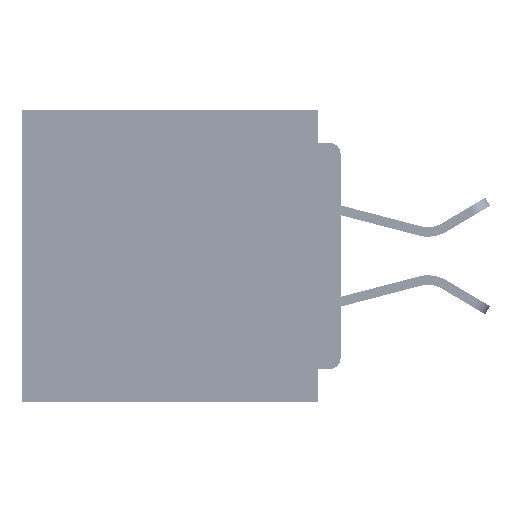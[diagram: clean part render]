
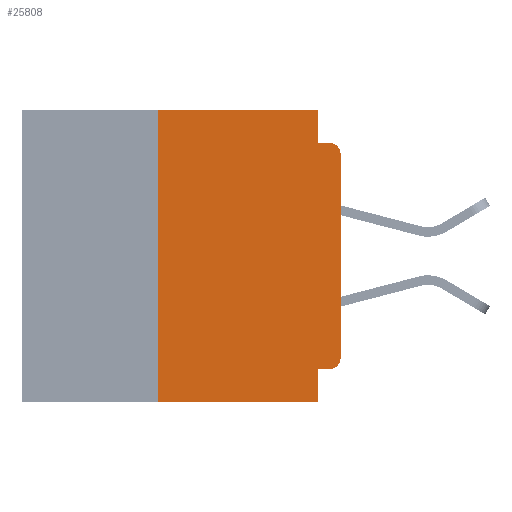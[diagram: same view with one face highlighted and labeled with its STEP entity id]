
A CAD part, left-side view. The second image highlights one B-rep face of the part: STEP entity #25808.
In plain terms, the highlighted planar face has unit normal (-1, 0, 0).
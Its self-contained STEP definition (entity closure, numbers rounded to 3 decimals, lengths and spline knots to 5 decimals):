
#100 = ORIENTED_EDGE ( 'NONE', *, *, #13097, .T. ) ;
#930 = DIRECTION ( 'NONE',  ( 0., 0., -1. ) ) ;
#2750 = CARTESIAN_POINT ( 'NONE',  ( 0., 0.437, -0.4 ) ) ;
#2822 = CARTESIAN_POINT ( 'NONE',  ( 0., 0., -0.355 ) ) ;
#2903 = CARTESIAN_POINT ( 'NONE',  ( 0., 0., -0.045 ) ) ;
#3366 = VERTEX_POINT ( 'NONE', #52502 ) ;
#3472 = DIRECTION ( 'NONE',  ( 0., 0., -1. ) ) ;
#4015 = ORIENTED_EDGE ( 'NONE', *, *, #52082, .F. ) ;
#4584 = ORIENTED_EDGE ( 'NONE', *, *, #11148, .T. ) ;
#4598 = LINE ( 'NONE', #2903, #15919 ) ;
#4762 = CARTESIAN_POINT ( 'NONE',  ( 0., 0.031, -0.4 ) ) ;
#5179 = VECTOR ( 'NONE', #28114, 39.37008 ) ;
#5851 = EDGE_CURVE ( 'NONE', #48942, #9618, #28042, .T. ) ;
#9618 = VERTEX_POINT ( 'NONE', #4762 ) ;
#9645 = CARTESIAN_POINT ( 'NONE',  ( 0., 0., 0. ) ) ;
#9824 = CARTESIAN_POINT ( 'NONE',  ( 0., 0.015, -0.06 ) ) ;
#10853 = LINE ( 'NONE', #53803, #31942 ) ;
#11148 = EDGE_CURVE ( 'NONE', #3366, #9618, #37552, .T. ) ;
#11436 = DIRECTION ( 'NONE',  ( 0., 1., 0. ) ) ;
#12371 = ORIENTED_EDGE ( 'NONE', *, *, #22941, .F. ) ;
#13097 = EDGE_CURVE ( 'NONE', #18996, #37125, #44888, .T. ) ;
#13493 = CARTESIAN_POINT ( 'NONE',  ( 0., 0.031, -0.4 ) ) ;
#14079 = DIRECTION ( 'NONE',  ( 0., 0., -1. ) ) ;
#14217 = DIRECTION ( 'NONE',  ( -1., 0., 0. ) ) ;
#14653 = VECTOR ( 'NONE', #47417, 39.37008 ) ;
#15919 = VECTOR ( 'NONE', #32508, 39.37008 ) ;
#16069 = VERTEX_POINT ( 'NONE', #17391 ) ;
#16449 = EDGE_CURVE ( 'NONE', #18996, #48942, #52275, .T. ) ;
#16594 = ORIENTED_EDGE ( 'NONE', *, *, #5851, .F. ) ;
#17155 = VERTEX_POINT ( 'NONE', #22553 ) ;
#17391 = CARTESIAN_POINT ( 'NONE',  ( 0., 0., -0.06 ) ) ;
#17857 = PLANE ( 'NONE',  #32082 ) ;
#18106 = CARTESIAN_POINT ( 'NONE',  ( 0., 0.437, 0. ) ) ;
#18996 = VERTEX_POINT ( 'NONE', #26287 ) ;
#20253 = LINE ( 'NONE', #9645, #42625 ) ;
#22553 = CARTESIAN_POINT ( 'NONE',  ( 0., 0.031, -0.045 ) ) ;
#22671 = CARTESIAN_POINT ( 'NONE',  ( 0., 0.031, 0. ) ) ;
#22941 = EDGE_CURVE ( 'NONE', #17155, #37307, #4598, .T. ) ;
#25168 = EDGE_CURVE ( 'NONE', #46153, #28567, #46837, .T. ) ;
#25808 = ADVANCED_FACE ( 'NONE', ( #49990 ), #17857, .F. ) ;
#26287 = CARTESIAN_POINT ( 'NONE',  ( 0., 0.015, -0.355 ) ) ;
#26305 = DIRECTION ( 'NONE',  ( 1., 0., 0. ) ) ;
#28042 = LINE ( 'NONE', #13493, #50261 ) ;
#28114 = DIRECTION ( 'NONE',  ( 0., -1., 0. ) ) ;
#28567 = VERTEX_POINT ( 'NONE', #22671 ) ;
#30253 = ORIENTED_EDGE ( 'NONE', *, *, #16449, .F. ) ;
#31378 = ORIENTED_EDGE ( 'NONE', *, *, #25168, .F. ) ;
#31942 = VECTOR ( 'NONE', #3472, 39.37008 ) ;
#32082 = AXIS2_PLACEMENT_3D ( 'NONE', #43011, #26305, #930 ) ;
#32508 = DIRECTION ( 'NONE',  ( 0., -1., 0. ) ) ;
#32618 = CARTESIAN_POINT ( 'NONE',  ( 0., 0.015, -0.045 ) ) ;
#36454 = CARTESIAN_POINT ( 'NONE',  ( 0., 0.25, -0.4 ) ) ;
#37125 = VERTEX_POINT ( 'NONE', #52113 ) ;
#37307 = VERTEX_POINT ( 'NONE', #32618 ) ;
#37552 = LINE ( 'NONE', #2750, #5179 ) ;
#38081 = CARTESIAN_POINT ( 'NONE',  ( 0., 0.031, -0.355 ) ) ;
#38679 = DIRECTION ( 'NONE',  ( 0., 0., -1. ) ) ;
#39081 = DIRECTION ( 'NONE',  ( 0., 0., 1. ) ) ;
#39267 = DIRECTION ( 'NONE',  ( -1., 0., 0. ) ) ;
#39394 = CARTESIAN_POINT ( 'NONE',  ( 0., 0.015, -0.34 ) ) ;
#39429 = CIRCLE ( 'NONE', #45971, 0.015 ) ;
#40711 = AXIS2_PLACEMENT_3D ( 'NONE', #39394, #14217, #43598 ) ;
#40752 = VECTOR ( 'NONE', #48836, 39.37008 ) ;
#41235 = VECTOR ( 'NONE', #11436, 39.37008 ) ;
#42084 = LINE ( 'NONE', #36454, #40752 ) ;
#42625 = VECTOR ( 'NONE', #39081, 39.37008 ) ;
#43011 = CARTESIAN_POINT ( 'NONE',  ( 0., 0.437, 0. ) ) ;
#43598 = DIRECTION ( 'NONE',  ( 0., 0., -1. ) ) ;
#43750 = EDGE_CURVE ( 'NONE', #16069, #37307, #39429, .T. ) ;
#44888 = CIRCLE ( 'NONE', #40711, 0.015 ) ;
#45971 = AXIS2_PLACEMENT_3D ( 'NONE', #9824, #39267, #14079 ) ;
#46153 = VERTEX_POINT ( 'NONE', #52373 ) ;
#46370 = EDGE_CURVE ( 'NONE', #28567, #17155, #10853, .T. ) ;
#46837 = LINE ( 'NONE', #18106, #14653 ) ;
#46930 = ORIENTED_EDGE ( 'NONE', *, *, #53117, .T. ) ;
#47417 = DIRECTION ( 'NONE',  ( 0., -1., 0. ) ) ;
#48836 = DIRECTION ( 'NONE',  ( 0., 0., 1. ) ) ;
#48942 = VERTEX_POINT ( 'NONE', #38081 ) ;
#49398 = EDGE_LOOP ( 'NONE', ( #46930, #53388, #12371, #50775, #31378, #4015, #4584, #16594, #30253, #100 ) ) ;
#49990 = FACE_OUTER_BOUND ( 'NONE', #49398, .T. ) ;
#50261 = VECTOR ( 'NONE', #38679, 39.37008 ) ;
#50775 = ORIENTED_EDGE ( 'NONE', *, *, #46370, .F. ) ;
#52082 = EDGE_CURVE ( 'NONE', #3366, #46153, #42084, .T. ) ;
#52113 = CARTESIAN_POINT ( 'NONE',  ( 0., 0., -0.34 ) ) ;
#52275 = LINE ( 'NONE', #2822, #41235 ) ;
#52373 = CARTESIAN_POINT ( 'NONE',  ( 0., 0.25, 0. ) ) ;
#52502 = CARTESIAN_POINT ( 'NONE',  ( 0., 0.25, -0.4 ) ) ;
#53117 = EDGE_CURVE ( 'NONE', #37125, #16069, #20253, .T. ) ;
#53388 = ORIENTED_EDGE ( 'NONE', *, *, #43750, .T. ) ;
#53803 = CARTESIAN_POINT ( 'NONE',  ( 0., 0.031, 0. ) ) ;
